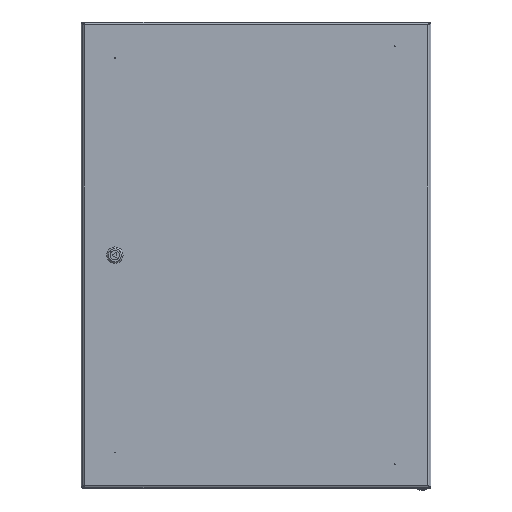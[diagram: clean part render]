
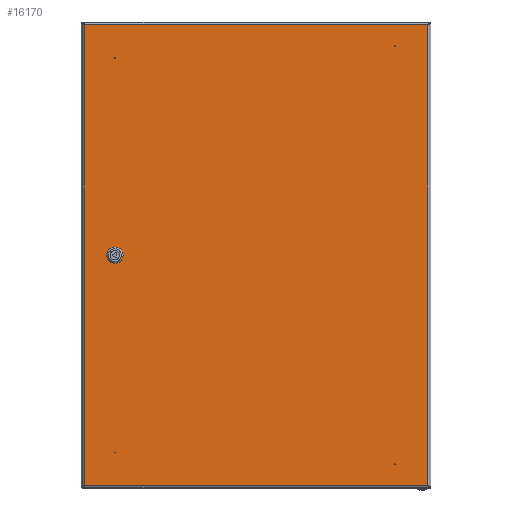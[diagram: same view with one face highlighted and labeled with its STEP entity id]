
A CAD part, top view. The second image highlights one B-rep face of the part: STEP entity #16170.
In plain terms, the highlighted face is planar.
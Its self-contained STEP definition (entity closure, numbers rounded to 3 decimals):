
#337 = VECTOR ( 'NONE', #11343, 1000. ) ;
#1757 = DIRECTION ( 'NONE',  ( -1., 0., 0. ) ) ;
#2413 = CARTESIAN_POINT ( 'NONE',  ( 0., 0., -1.4 ) ) ;
#2449 = CARTESIAN_POINT ( 'NONE',  ( 1992.5, -395.4, -1.4 ) ) ;
#2468 = EDGE_LOOP ( 'NONE', ( #6487, #55534, #65469, #15874, #60877, #46851, #65887, #5905 ) ) ;
#3457 = CIRCLE ( 'NONE', #50739, 11.25 ) ;
#4237 = EDGE_CURVE ( 'NONE', #47959, #6461, #34729, .T. ) ;
#5622 = EDGE_CURVE ( 'NONE', #6461, #54169, #16904, .T. ) ;
#5712 = CARTESIAN_POINT ( 'NONE',  ( 1992.5, 395.4, -1.4 ) ) ;
#5905 = ORIENTED_EDGE ( 'NONE', *, *, #15372, .T. ) ;
#6461 = VERTEX_POINT ( 'NONE', #15100 ) ;
#6487 = ORIENTED_EDGE ( 'NONE', *, *, #35416, .T. ) ;
#7180 = VERTEX_POINT ( 'NONE', #47252 ) ;
#8022 = FACE_OUTER_BOUND ( 'NONE', #54892, .T. ) ;
#8268 = CARTESIAN_POINT ( 'NONE',  ( 232.25, 4.637, -1.4 ) ) ;
#8482 = CARTESIAN_POINT ( 'NONE',  ( -294.4, 2391., -1.4 ) ) ;
#10762 = EDGE_CURVE ( 'NONE', #13134, #7180, #44575, .T. ) ;
#11096 = CARTESIAN_POINT ( 'NONE',  ( 232.25, 4.637, -1.4 ) ) ;
#11343 = DIRECTION ( 'NONE',  ( -1., 0., 0. ) ) ;
#12976 = DIRECTION ( 'NONE',  ( 1., 0., 0. ) ) ;
#12995 = LINE ( 'NONE', #2449, #68234 ) ;
#13040 = AXIS2_PLACEMENT_3D ( 'NONE', #24155, #45625, #51249 ) ;
#13134 = VERTEX_POINT ( 'NONE', #67216 ) ;
#13321 = CARTESIAN_POINT ( 'NONE',  ( 242.5, 0., -1.4 ) ) ;
#13584 = VECTOR ( 'NONE', #37870, 1000. ) ;
#14426 = CARTESIAN_POINT ( 'NONE',  ( -294.4, 395.4, -1.4 ) ) ;
#14597 = EDGE_CURVE ( 'NONE', #7180, #53616, #21862, .T. ) ;
#15100 = CARTESIAN_POINT ( 'NONE',  ( 232.25, -4.637, -1.4 ) ) ;
#15372 = EDGE_CURVE ( 'NONE', #38174, #23978, #62084, .T. ) ;
#15874 = ORIENTED_EDGE ( 'NONE', *, *, #58256, .T. ) ;
#16170 = ADVANCED_FACE ( 'NONE', ( #8022, #29537 ), #34822, .F. ) ;
#16566 = CARTESIAN_POINT ( 'NONE',  ( 252.75, 4.637, -1.4 ) ) ;
#16904 = CIRCLE ( 'NONE', #55134, 11.25 ) ;
#17223 = VERTEX_POINT ( 'NONE', #44007 ) ;
#19710 = DIRECTION ( 'NONE',  ( 1., 0., 0. ) ) ;
#19922 = VERTEX_POINT ( 'NONE', #65500 ) ;
#21862 = LINE ( 'NONE', #16566, #44834 ) ;
#22012 = LINE ( 'NONE', #60064, #13584 ) ;
#23903 = DIRECTION ( 'NONE',  ( 1., 0., 0. ) ) ;
#23978 = VERTEX_POINT ( 'NONE', #54670 ) ;
#24155 = CARTESIAN_POINT ( 'NONE',  ( 242.5, 0., -1.4 ) ) ;
#28096 = EDGE_CURVE ( 'NONE', #19922, #29378, #22012, .T. ) ;
#28642 = CARTESIAN_POINT ( 'NONE',  ( 237.863, -10.25, -1.4 ) ) ;
#29212 = VECTOR ( 'NONE', #56451, 1000. ) ;
#29378 = VERTEX_POINT ( 'NONE', #61929 ) ;
#29537 = FACE_BOUND ( 'NONE', #2468, .T. ) ;
#29785 = DIRECTION ( 'NONE',  ( 0., -1., 0. ) ) ;
#30013 = LINE ( 'NONE', #8482, #63532 ) ;
#31290 = AXIS2_PLACEMENT_3D ( 'NONE', #2413, #56635, #23903 ) ;
#32517 = LINE ( 'NONE', #5712, #337 ) ;
#33283 = CARTESIAN_POINT ( 'NONE',  ( 242.5, 0., -1.4 ) ) ;
#34729 = LINE ( 'NONE', #8268, #38204 ) ;
#34822 = PLANE ( 'NONE',  #31290 ) ;
#35416 = EDGE_CURVE ( 'NONE', #23978, #47959, #53417, .T. ) ;
#36612 = ORIENTED_EDGE ( 'NONE', *, *, #68519, .F. ) ;
#37408 = ORIENTED_EDGE ( 'NONE', *, *, #37530, .T. ) ;
#37530 = EDGE_CURVE ( 'NONE', #29378, #17223, #12995, .T. ) ;
#37870 = DIRECTION ( 'NONE',  ( 0., -1., 0. ) ) ;
#38174 = VERTEX_POINT ( 'NONE', #64274 ) ;
#38204 = VECTOR ( 'NONE', #29785, 1000. ) ;
#38795 = DIRECTION ( 'NONE',  ( 0., 1., 0. ) ) ;
#44007 = CARTESIAN_POINT ( 'NONE',  ( -294.4, -395.4, -1.4 ) ) ;
#44575 = CIRCLE ( 'NONE', #13040, 11.25 ) ;
#44834 = VECTOR ( 'NONE', #38795, 1000. ) ;
#45625 = DIRECTION ( 'NONE',  ( 0., 0., 1. ) ) ;
#46851 = ORIENTED_EDGE ( 'NONE', *, *, #14597, .T. ) ;
#47252 = CARTESIAN_POINT ( 'NONE',  ( 252.75, -4.637, -1.4 ) ) ;
#47959 = VERTEX_POINT ( 'NONE', #11096 ) ;
#48063 = CARTESIAN_POINT ( 'NONE',  ( 252.75, 4.637, -1.4 ) ) ;
#49438 = DIRECTION ( 'NONE',  ( 1., 0., 0. ) ) ;
#49449 = DIRECTION ( 'NONE',  ( 1., 0., 0. ) ) ;
#49800 = LINE ( 'NONE', #55430, #51480 ) ;
#50739 = AXIS2_PLACEMENT_3D ( 'NONE', #51076, #62326, #19710 ) ;
#51076 = CARTESIAN_POINT ( 'NONE',  ( 242.5, 0., -1.4 ) ) ;
#51249 = DIRECTION ( 'NONE',  ( 1., 0., 0. ) ) ;
#51480 = VECTOR ( 'NONE', #49438, 1000. ) ;
#53173 = EDGE_CURVE ( 'NONE', #60809, #17223, #30013, .T. ) ;
#53417 = CIRCLE ( 'NONE', #63525, 11.25 ) ;
#53616 = VERTEX_POINT ( 'NONE', #48063 ) ;
#54169 = VERTEX_POINT ( 'NONE', #28642 ) ;
#54670 = CARTESIAN_POINT ( 'NONE',  ( 237.863, 10.25, -1.4 ) ) ;
#54892 = EDGE_LOOP ( 'NONE', ( #59754, #36612, #67151, #37408 ) ) ;
#55134 = AXIS2_PLACEMENT_3D ( 'NONE', #33283, #64577, #49449 ) ;
#55430 = CARTESIAN_POINT ( 'NONE',  ( 247.137, -10.25, -1.4 ) ) ;
#55534 = ORIENTED_EDGE ( 'NONE', *, *, #4237, .T. ) ;
#56451 = DIRECTION ( 'NONE',  ( -1., 0., 0. ) ) ;
#56635 = DIRECTION ( 'NONE',  ( 0., 0., 1. ) ) ;
#58256 = EDGE_CURVE ( 'NONE', #54169, #13134, #49800, .T. ) ;
#59754 = ORIENTED_EDGE ( 'NONE', *, *, #53173, .F. ) ;
#60064 = CARTESIAN_POINT ( 'NONE',  ( 294.4, 2391., -1.4 ) ) ;
#60809 = VERTEX_POINT ( 'NONE', #14426 ) ;
#60877 = ORIENTED_EDGE ( 'NONE', *, *, #10762, .T. ) ;
#61023 = DIRECTION ( 'NONE',  ( 0., -1., 0. ) ) ;
#61732 = CARTESIAN_POINT ( 'NONE',  ( 247.137, 10.25, -1.4 ) ) ;
#61929 = CARTESIAN_POINT ( 'NONE',  ( 294.4, -395.4, -1.4 ) ) ;
#62084 = LINE ( 'NONE', #61732, #29212 ) ;
#62326 = DIRECTION ( 'NONE',  ( 0., 0., 1. ) ) ;
#63525 = AXIS2_PLACEMENT_3D ( 'NONE', #13321, #67889, #12976 ) ;
#63532 = VECTOR ( 'NONE', #61023, 1000. ) ;
#63885 = EDGE_CURVE ( 'NONE', #53616, #38174, #3457, .T. ) ;
#64274 = CARTESIAN_POINT ( 'NONE',  ( 247.137, 10.25, -1.4 ) ) ;
#64577 = DIRECTION ( 'NONE',  ( 0., 0., 1. ) ) ;
#65469 = ORIENTED_EDGE ( 'NONE', *, *, #5622, .T. ) ;
#65500 = CARTESIAN_POINT ( 'NONE',  ( 294.4, 395.4, -1.4 ) ) ;
#65887 = ORIENTED_EDGE ( 'NONE', *, *, #63885, .T. ) ;
#67151 = ORIENTED_EDGE ( 'NONE', *, *, #28096, .T. ) ;
#67216 = CARTESIAN_POINT ( 'NONE',  ( 247.137, -10.25, -1.4 ) ) ;
#67889 = DIRECTION ( 'NONE',  ( 0., 0., 1. ) ) ;
#68234 = VECTOR ( 'NONE', #1757, 1000. ) ;
#68519 = EDGE_CURVE ( 'NONE', #19922, #60809, #32517, .T. ) ;
